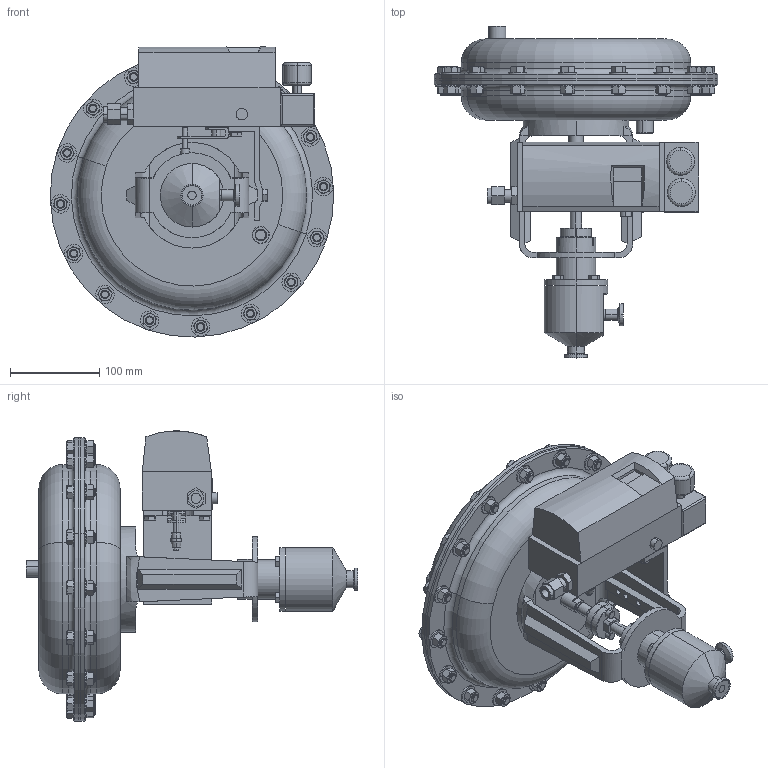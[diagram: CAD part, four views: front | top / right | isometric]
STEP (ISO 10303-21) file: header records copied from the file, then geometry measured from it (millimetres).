
FILE_DESCRIPTION (( 'STEP AP203' ), '1' );
FILE_NAME ('978ESP-050-JD-55M-16IQ.STEP', '2017-06-12T11:04:41', ( '' ), ( '' ), 'SwSTEP 2.0', 'SolidWorks 2014', '' );
FILE_SCHEMA (( 'CONFIG_CONTROL_DESIGN' ));
Length unit declared in the file: inch
Products named in the file (2): 978ESP-050-JD-55M-16IQ
Bounding box: 317.42 x 371.56 x 324.8 mm (x, y, z)
Volume: 6848911.3 mm3; surface area: 438259.9 mm2
Topology: 1 solids, 2 shells, 1232 faces, 2811 edges, 1716 vertices
Faces by surface type: plane 519, cone 417, cylinder 264, torus 26, bspline 4, sphere 2
Entity records: 37130 total; most frequent: CARTESIAN_POINT 9968, ORIENTED_EDGE 5614, DIRECTION 5543, EDGE_CURVE 2807, AXIS2_PLACEMENT_3D 2229, VERTEX_POINT 1716, EDGE_LOOP 1385, ADVANCED_FACE 1232
